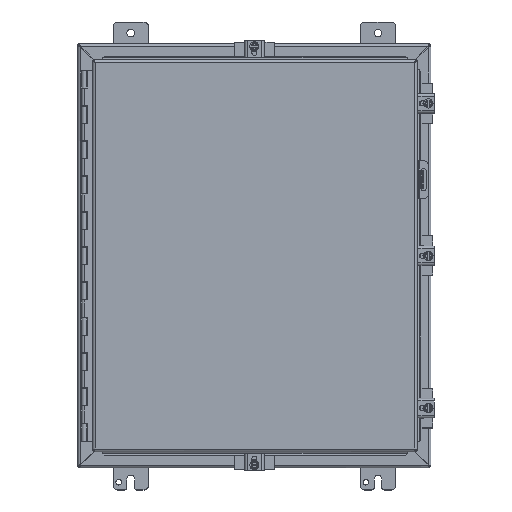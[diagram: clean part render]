
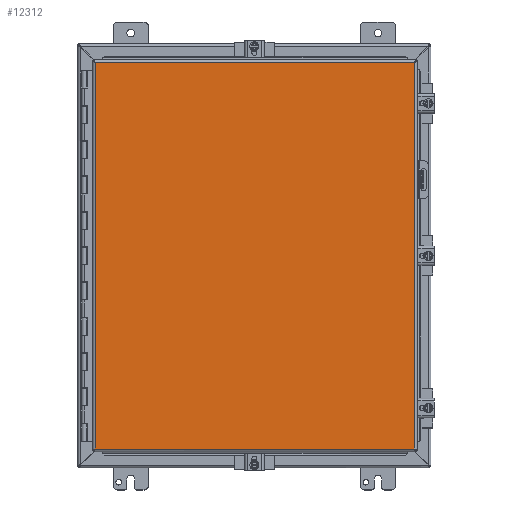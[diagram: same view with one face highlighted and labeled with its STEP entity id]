
A CAD part, top view. The second image highlights one B-rep face of the part: STEP entity #12312.
In plain terms, the highlighted face is planar.
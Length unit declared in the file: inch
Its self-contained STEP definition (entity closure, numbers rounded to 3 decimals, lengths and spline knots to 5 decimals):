
#1276=PLANE('',#13068);
#1961=LINE('',#20484,#3070);
#1967=LINE('',#20605,#3076);
#1977=LINE('',#20758,#3086);
#1980=LINE('',#20791,#3089);
#3070=VECTOR('',#14960,18.0695);
#3076=VECTOR('',#14974,18.0695);
#3086=VECTOR('',#14996,21.882);
#3089=VECTOR('',#15005,21.882);
#4090=FACE_OUTER_BOUND('',#4800,.T.);
#4800=EDGE_LOOP('',(#9961,#9962,#9963,#9964));
#5994=VERTEX_POINT('',#20475);
#5995=VERTEX_POINT('',#20483);
#5998=VERTEX_POINT('',#20553);
#5999=VERTEX_POINT('',#20597);
#7406=EDGE_CURVE('',#5995,#5994,#1961,.T.);
#7419=EDGE_CURVE('',#5998,#5999,#1967,.T.);
#7436=EDGE_CURVE('',#5994,#5998,#1977,.T.);
#7440=EDGE_CURVE('',#5999,#5995,#1980,.T.);
#9961=ORIENTED_EDGE('',*,*,#7436,.T.);
#9962=ORIENTED_EDGE('',*,*,#7419,.T.);
#9963=ORIENTED_EDGE('',*,*,#7440,.T.);
#9964=ORIENTED_EDGE('',*,*,#7406,.T.);
#12312=ADVANCED_FACE('',(#4090),#1276,.F.);
#13068=AXIS2_PLACEMENT_3D('',#20871,#15019,#15020);
#14960=DIRECTION('',(-1.,0.,0.));
#14974=DIRECTION('',(1.,0.,0.));
#14996=DIRECTION('',(0.,1.,0.));
#15005=DIRECTION('',(0.,-1.,0.));
#15019=DIRECTION('center_axis',(0.,0.,1.));
#15020=DIRECTION('ref_axis',(1.,0.,0.));
#20475=CARTESIAN_POINT('',(-9.03475,-10.941,0.));
#20483=CARTESIAN_POINT('',(9.03475,-10.941,0.));
#20484=CARTESIAN_POINT('',(4.51738,-10.941,0.));
#20553=CARTESIAN_POINT('',(-9.03475,10.941,0.));
#20597=CARTESIAN_POINT('',(9.03475,10.941,0.));
#20605=CARTESIAN_POINT('',(-4.59375,10.941,0.));
#20758=CARTESIAN_POINT('',(-9.03475,-5.4705,0.));
#20791=CARTESIAN_POINT('',(9.03475,5.4705,0.));
#20871=CARTESIAN_POINT('Origin',(0.,0.,
0.));
